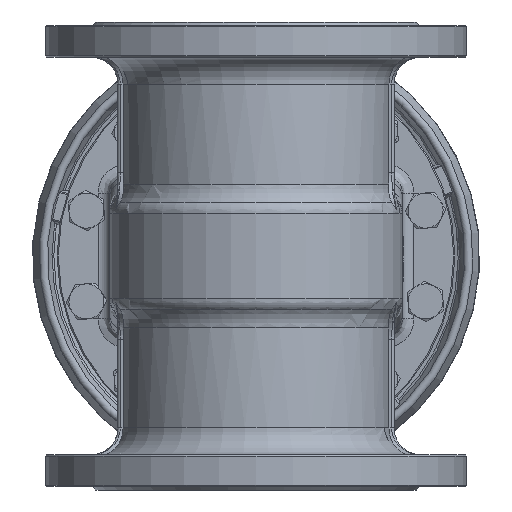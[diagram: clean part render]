
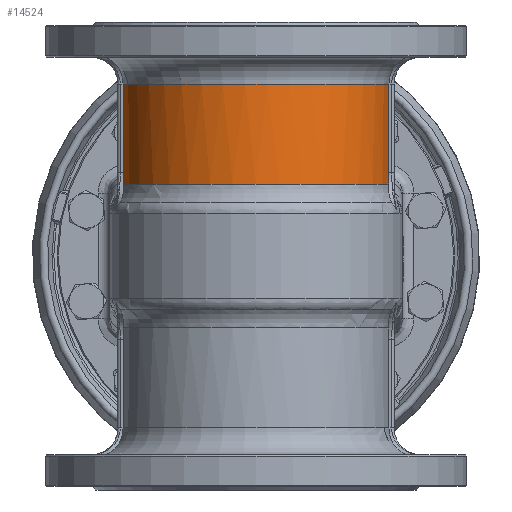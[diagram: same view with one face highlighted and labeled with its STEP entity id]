
A CAD part, front view. The second image highlights one B-rep face of the part: STEP entity #14524.
In plain terms, the highlighted cylindrical face has radius 115 mm (diameter 230 mm), a partial arc.
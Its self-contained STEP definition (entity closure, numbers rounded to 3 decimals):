
#664=B_SPLINE_CURVE_WITH_KNOTS('',3,(#26165,#26166,#26167,#26168,#26169,
#26170),.UNSPECIFIED.,.F.,.F.,(4,2,4),(0.,0.539,
1.076),.UNSPECIFIED.);
#677=B_SPLINE_CURVE_WITH_KNOTS('',3,(#26379,#26380,#26381,#26382,#26383,
#26384),.UNSPECIFIED.,.F.,.F.,(4,2,4),(0.,0.538,
1.078),.UNSPECIFIED.);
#1539=CYLINDRICAL_SURFACE('',#15976,115.);
#2073=FACE_OUTER_BOUND('',#2997,.T.);
#2997=EDGE_LOOP('',(#11367,#11368,#11369,#11370,#11371,#11372));
#3968=LINE('',#26120,#4718);
#3975=LINE('',#26376,#4725);
#4718=VECTOR('',#18952,10.);
#4725=VECTOR('',#18983,10.);
#5364=CIRCLE('',#15973,115.);
#5366=CIRCLE('',#15977,115.);
#6460=VERTEX_POINT('',#26102);
#6461=VERTEX_POINT('',#26119);
#6462=VERTEX_POINT('',#26164);
#6465=VERTEX_POINT('',#26288);
#6474=VERTEX_POINT('',#26374);
#6475=VERTEX_POINT('',#26378);
#8171=EDGE_CURVE('',#6460,#6461,#3968,.T.);
#8173=EDGE_CURVE('',#6461,#6462,#664,.T.);
#8195=EDGE_CURVE('',#6460,#6465,#5364,.T.);
#8197=EDGE_CURVE('',#6465,#6474,#3975,.T.);
#8198=EDGE_CURVE('',#6475,#6474,#677,.T.);
#8199=EDGE_CURVE('',#6475,#6462,#5366,.T.);
#11367=ORIENTED_EDGE('',*,*,#8195,.T.);
#11368=ORIENTED_EDGE('',*,*,#8197,.T.);
#11369=ORIENTED_EDGE('',*,*,#8198,.F.);
#11370=ORIENTED_EDGE('',*,*,#8199,.T.);
#11371=ORIENTED_EDGE('',*,*,#8173,.F.);
#11372=ORIENTED_EDGE('',*,*,#8171,.F.);
#14524=ADVANCED_FACE('',(#2073),#1539,.T.);
#15973=AXIS2_PLACEMENT_3D('',#26372,#18977,#18978);
#15976=AXIS2_PLACEMENT_3D('',#26377,#18984,#18985);
#15977=AXIS2_PLACEMENT_3D('',#26385,#18986,#18987);
#18952=DIRECTION('',(0.,0.,-1.));
#18977=DIRECTION('center_axis',(0.,0.,-1.));
#18978=DIRECTION('ref_axis',(0.,-1.,0.));
#18983=DIRECTION('',(0.,0.,-1.));
#18984=DIRECTION('center_axis',(0.,0.,1.));
#18985=DIRECTION('ref_axis',(1.,0.,0.));
#18986=DIRECTION('center_axis',(0.,0.,1.));
#18987=DIRECTION('ref_axis',(0.,-1.,0.));
#26102=CARTESIAN_POINT('',(113.661,-17.5,347.));
#26119=CARTESIAN_POINT('',(113.661,-17.5,271.717));
#26120=CARTESIAN_POINT('',(113.661,-17.5,370.));
#26164=CARTESIAN_POINT('',(113.275,-19.842,261.298));
#26165=CARTESIAN_POINT('Ctrl Pts',(113.661,-17.5,271.717));
#26166=CARTESIAN_POINT('Ctrl Pts',(113.661,-17.5,269.919));
#26167=CARTESIAN_POINT('Ctrl Pts',(113.63,-17.701,268.12));
#26168=CARTESIAN_POINT('Ctrl Pts',(113.505,-18.485,264.624));
#26169=CARTESIAN_POINT('Ctrl Pts',(113.411,-19.069,262.917));
#26170=CARTESIAN_POINT('Ctrl Pts',(113.275,-19.842,261.298));
#26288=CARTESIAN_POINT('',(-113.661,-17.5,347.));
#26372=CARTESIAN_POINT('Origin',(0.,0.,347.));
#26374=CARTESIAN_POINT('',(-113.661,-17.5,271.717));
#26376=CARTESIAN_POINT('',(-113.661,-17.5,370.));
#26377=CARTESIAN_POINT('Origin',(0.,0.,370.));
#26378=CARTESIAN_POINT('',(-113.275,-19.842,261.298));
#26379=CARTESIAN_POINT('Ctrl Pts',(-113.275,-19.843,
261.298));
#26380=CARTESIAN_POINT('Ctrl Pts',(-113.41,-19.073,
262.913));
#26381=CARTESIAN_POINT('Ctrl Pts',(-113.506,-18.483,
264.622));
#26382=CARTESIAN_POINT('Ctrl Pts',(-113.631,-17.696,
268.127));
#26383=CARTESIAN_POINT('Ctrl Pts',(-113.661,-17.5,
269.924));
#26384=CARTESIAN_POINT('Ctrl Pts',(-113.661,-17.5,271.717));
#26385=CARTESIAN_POINT('Origin',(0.,0.,261.298));
